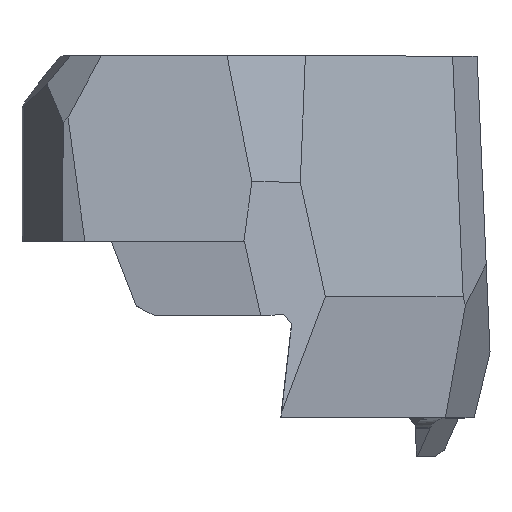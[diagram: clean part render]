
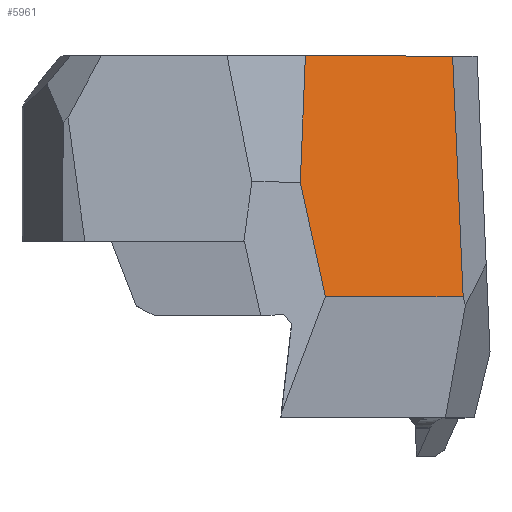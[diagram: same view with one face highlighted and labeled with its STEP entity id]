
A CAD part, top view. The second image highlights one B-rep face of the part: STEP entity #5961.
In plain terms, the highlighted planar face has unit normal (0.626, 0.07, 0.776).
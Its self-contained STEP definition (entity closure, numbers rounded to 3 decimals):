
#245 = EDGE_LOOP ( 'NONE', ( #5236, #4138, #2849, #2677, #6187 ) ) ;
#585 = VECTOR ( 'NONE', #2303, 1000. ) ;
#662 = LINE ( 'NONE', #4596, #2724 ) ;
#874 = VERTEX_POINT ( 'NONE', #4804 ) ;
#981 = CARTESIAN_POINT ( 'NONE',  ( 14.752, 42., 128.173 ) ) ;
#1011 = AXIS2_PLACEMENT_3D ( 'NONE', #1637, #5039, #1057 ) ;
#1057 = DIRECTION ( 'NONE',  ( 0.778, 0., -0.628 ) ) ;
#1093 = PLANE ( 'NONE',  #1011 ) ;
#1172 = LINE ( 'NONE', #2628, #3956 ) ;
#1388 = VERTEX_POINT ( 'NONE', #981 ) ;
#1527 = EDGE_CURVE ( 'NONE', #874, #2837, #5595, .T. ) ;
#1559 = VERTEX_POINT ( 'NONE', #3194 ) ;
#1637 = CARTESIAN_POINT ( 'NONE',  ( 30.586, 26.926, 116.751 ) ) ;
#1688 = DIRECTION ( 'NONE',  ( 0.778, 0., -0.628 ) ) ;
#1847 = LINE ( 'NONE', #4903, #585 ) ;
#2005 = LINE ( 'NONE', #4936, #4575 ) ;
#2231 = CARTESIAN_POINT ( 'NONE',  ( 30.935, 16.572, 117.4 ) ) ;
#2303 = DIRECTION ( 'NONE',  ( 0.044, -0.998, 0.054 ) ) ;
#2369 = EDGE_CURVE ( 'NONE', #1388, #3373, #662, .T. ) ;
#2593 = EDGE_CURVE ( 'NONE', #3373, #2837, #2005, .T. ) ;
#2628 = CARTESIAN_POINT ( 'NONE',  ( 14.752, 42., 128.173 ) ) ;
#2671 = EDGE_CURVE ( 'NONE', #1388, #1559, #1172, .T. ) ;
#2677 = ORIENTED_EDGE ( 'NONE', *, *, #4196, .F. ) ;
#2724 = VECTOR ( 'NONE', #3476, 1000. ) ;
#2837 = VERTEX_POINT ( 'NONE', #4896 ) ;
#2849 = ORIENTED_EDGE ( 'NONE', *, *, #1527, .F. ) ;
#3194 = CARTESIAN_POINT ( 'NONE',  ( 30.315, 42., 115.616 ) ) ;
#3373 = VERTEX_POINT ( 'NONE', #4469 ) ;
#3476 = DIRECTION ( 'NONE',  ( -0.04, -0.992, 0.121 ) ) ;
#3937 = VECTOR ( 'NONE', #5113, 1000. ) ;
#3956 = VECTOR ( 'NONE', #1688, 1000. ) ;
#4010 = DIRECTION ( 'NONE',  ( 0.214, -0.973, -0.085 ) ) ;
#4138 = ORIENTED_EDGE ( 'NONE', *, *, #2593, .T. ) ;
#4196 = EDGE_CURVE ( 'NONE', #1559, #874, #1847, .T. ) ;
#4469 = CARTESIAN_POINT ( 'NONE',  ( 14.214, 28.649, 129.808 ) ) ;
#4541 = FACE_OUTER_BOUND ( 'NONE', #245, .T. ) ;
#4575 = VECTOR ( 'NONE', #4010, 1000. ) ;
#4596 = CARTESIAN_POINT ( 'NONE',  ( 14.752, 42., 128.173 ) ) ;
#4804 = CARTESIAN_POINT ( 'NONE',  ( 31.425, 16.572, 117.005 ) ) ;
#4896 = CARTESIAN_POINT ( 'NONE',  ( 16.868, 16.572, 128.751 ) ) ;
#4903 = CARTESIAN_POINT ( 'NONE',  ( 30.315, 42., 115.616 ) ) ;
#4936 = CARTESIAN_POINT ( 'NONE',  ( 14.214, 28.649, 129.808 ) ) ;
#5039 = DIRECTION ( 'NONE',  ( 0.626, 0.07, 0.776 ) ) ;
#5113 = DIRECTION ( 'NONE',  ( -0.778, 0., 0.628 ) ) ;
#5236 = ORIENTED_EDGE ( 'NONE', *, *, #2369, .T. ) ;
#5595 = LINE ( 'NONE', #2231, #3937 ) ;
#5961 = ADVANCED_FACE ( 'NONE', ( #4541 ), #1093, .T. ) ;
#6187 = ORIENTED_EDGE ( 'NONE', *, *, #2671, .F. ) ;
